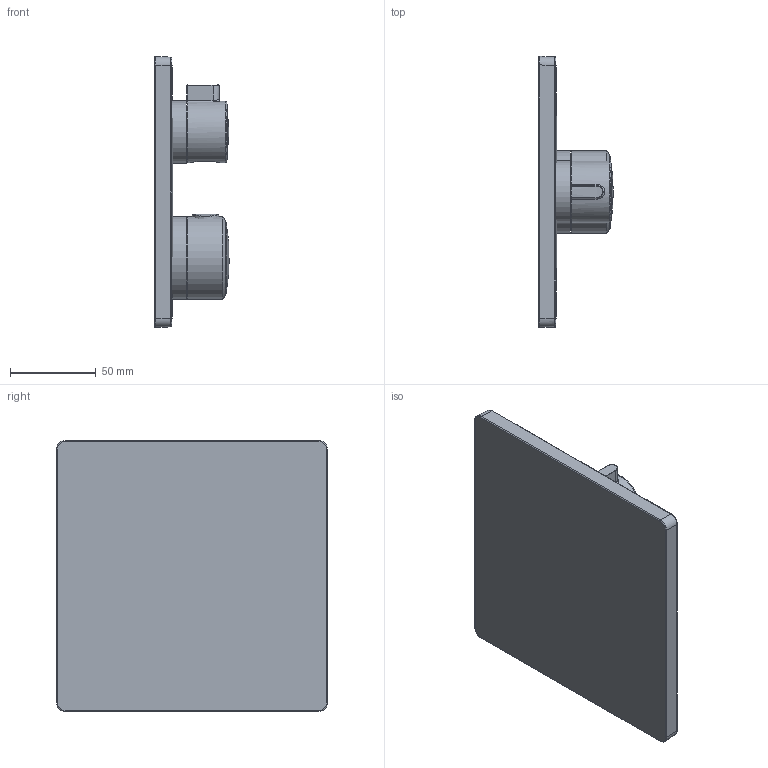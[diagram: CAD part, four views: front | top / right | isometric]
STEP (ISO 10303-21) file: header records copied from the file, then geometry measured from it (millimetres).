
FILE_DESCRIPTION(/* description */ ('Unknown'),/* implementation_level */ '2;1');
FILE_NAME(/* name */ '24079000',/* time_stamp */ '2022-09-01T04:05:50+02:00',/* author */ ('Unknown'),/* organization */ ('GROHE AG'),/* preprocessor_version */ 'ST-DEVELOPER v16.7',/* originating_system */ 'DEX',/* authorisation */ $);
FILE_SCHEMA (('AUTOMOTIVE_DESIGN {1 0 10303 214 3 1 1}'));
Products named in the file (10): 24079000; 24079000_0; 24079000_1; 24079000_2; 24079000_3; 170331 square THM Rosette03; 24079000_4; 24079000_5; 24079000_6
Assembly tree (9 placements, depth 2):
  24079000
    24079000
    24079000_0
    24079000_1
    24079000_2
    24079000_3
    170331 square THM Rosette03
    24079000_4
    24079000_5
    24079000_6
Bounding box: 43.45 x 157.96 x 157.96 mm (x, y, z)
Volume: 359922.5 mm3; surface area: 91815.8 mm2
Topology: 9 solids, 10 shells, 1270 faces, 3048 edges, 1708 vertices
Faces by surface type: bspline 542, cylinder 223, plane 183, torus 151, sphere 87, cone 84
Full cylindrical faces by diameter (mm): 30 x1, 32.1 x1, 36 x1, 36.27 x1, 42 x1, 45.2 x1, 48 x1, 48.18 x1
Entity records: 43148 total; most frequent: CARTESIAN_POINT 18063, ORIENTED_EDGE 5810, DIRECTION 4467, EDGE_CURVE 2905, AXIS2_PLACEMENT_3D 2012, VERTEX_POINT 1679, EDGE_LOOP 1296, FACE_BOUND 1296
